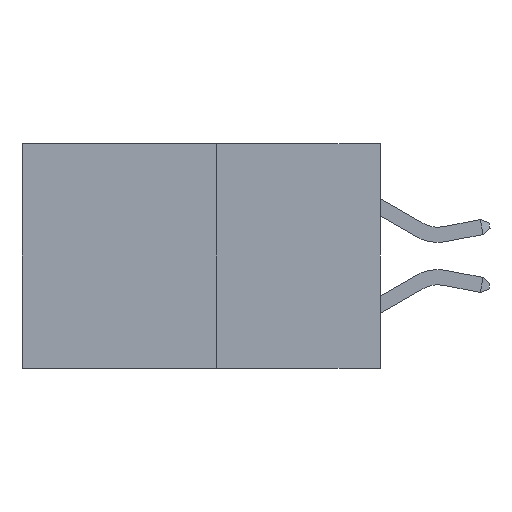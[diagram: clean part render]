
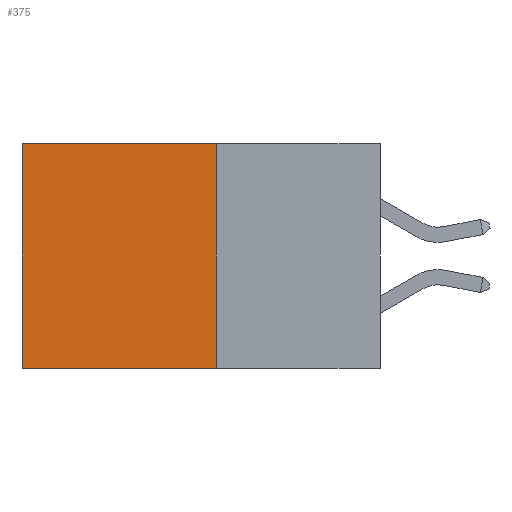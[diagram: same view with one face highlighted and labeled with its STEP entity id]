
A CAD part, left-side view. The second image highlights one B-rep face of the part: STEP entity #375.
In plain terms, the highlighted planar face has unit normal (-1, 0, 0).
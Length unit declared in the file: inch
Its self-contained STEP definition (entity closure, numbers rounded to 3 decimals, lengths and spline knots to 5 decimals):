
#95 = CARTESIAN_POINT ( 'NONE',  ( 0.277, 0.27, 0. ) ) ;
#375 = ADVANCED_FACE ( 'NONE', ( #2847 ), #12546, .F. ) ;
#1101 = ORIENTED_EDGE ( 'NONE', *, *, #7894, .F. ) ;
#1122 = DIRECTION ( 'NONE',  ( 0., 0., -1. ) ) ;
#2575 = VECTOR ( 'NONE', #9540, 39.37008 ) ;
#2847 = FACE_OUTER_BOUND ( 'NONE', #10549, .T. ) ;
#3044 = DIRECTION ( 'NONE',  ( 0., 0., -1. ) ) ;
#3492 = VECTOR ( 'NONE', #1122, 39.37008 ) ;
#5332 = CARTESIAN_POINT ( 'NONE',  ( 0.277, 0.59, 0. ) ) ;
#5475 = EDGE_CURVE ( 'NONE', #14330, #5929, #7338, .T. ) ;
#5929 = VERTEX_POINT ( 'NONE', #17476 ) ;
#5940 = DIRECTION ( 'NONE',  ( 0., 1., 0. ) ) ;
#6195 = VECTOR ( 'NONE', #11218, 39.37008 ) ;
#6426 = LINE ( 'NONE', #13593, #2575 ) ;
#6494 = LINE ( 'NONE', #12857, #13418 ) ;
#7005 = VERTEX_POINT ( 'NONE', #12119 ) ;
#7074 = ORIENTED_EDGE ( 'NONE', *, *, #5475, .T. ) ;
#7338 = LINE ( 'NONE', #12398, #3492 ) ;
#7604 = AXIS2_PLACEMENT_3D ( 'NONE', #12349, #11423, #3044 ) ;
#7894 = EDGE_CURVE ( 'NONE', #9304, #7005, #17566, .T. ) ;
#9304 = VERTEX_POINT ( 'NONE', #95 ) ;
#9540 = DIRECTION ( 'NONE',  ( 0., 1., 0. ) ) ;
#10549 = EDGE_LOOP ( 'NONE', ( #7074, #13374, #1101, #12536 ) ) ;
#11218 = DIRECTION ( 'NONE',  ( 0., 0., -1. ) ) ;
#11423 = DIRECTION ( 'NONE',  ( 1., 0., 0. ) ) ;
#12119 = CARTESIAN_POINT ( 'NONE',  ( 0.277, 0.27, -0.37 ) ) ;
#12151 = EDGE_CURVE ( 'NONE', #9304, #14330, #6494, .T. ) ;
#12349 = CARTESIAN_POINT ( 'NONE',  ( 0.277, 0.27, -0.37 ) ) ;
#12398 = CARTESIAN_POINT ( 'NONE',  ( 0.277, 0.59, -0.37 ) ) ;
#12536 = ORIENTED_EDGE ( 'NONE', *, *, #12151, .T. ) ;
#12546 = PLANE ( 'NONE',  #7604 ) ;
#12857 = CARTESIAN_POINT ( 'NONE',  ( 0.277, 0.27, 0. ) ) ;
#13374 = ORIENTED_EDGE ( 'NONE', *, *, #17298, .F. ) ;
#13418 = VECTOR ( 'NONE', #5940, 39.37008 ) ;
#13593 = CARTESIAN_POINT ( 'NONE',  ( 0.277, 0.27, -0.37 ) ) ;
#14330 = VERTEX_POINT ( 'NONE', #5332 ) ;
#16596 = CARTESIAN_POINT ( 'NONE',  ( 0.277, 0.27, -0.37 ) ) ;
#17298 = EDGE_CURVE ( 'NONE', #7005, #5929, #6426, .T. ) ;
#17476 = CARTESIAN_POINT ( 'NONE',  ( 0.277, 0.59, -0.37 ) ) ;
#17566 = LINE ( 'NONE', #16596, #6195 ) ;
